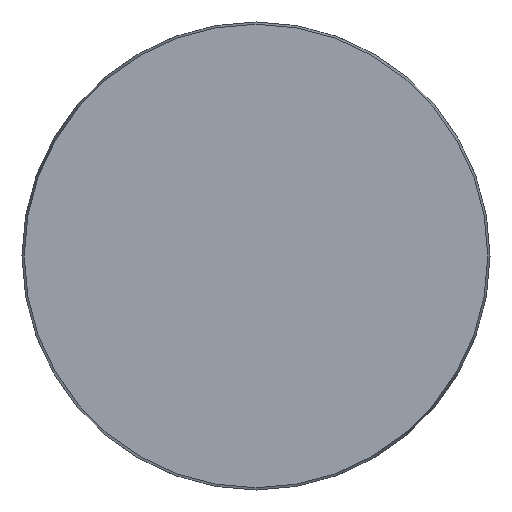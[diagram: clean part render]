
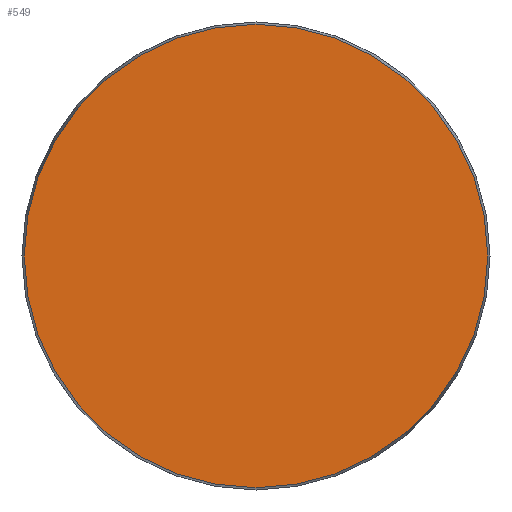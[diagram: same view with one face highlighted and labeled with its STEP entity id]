
A CAD part, front view. The second image highlights one B-rep face of the part: STEP entity #549.
In plain terms, the highlighted planar face has unit normal (0, -1, 0).
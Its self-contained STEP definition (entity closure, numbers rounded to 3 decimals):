
#21 = CIRCLE ( 'NONE', #509, 58.425 ) ;
#23 = ORIENTED_EDGE ( 'NONE', *, *, #31, .T. ) ;
#27 = DIRECTION ( 'NONE',  ( 0., 0., 1. ) ) ;
#31 = EDGE_CURVE ( 'NONE', #495, #495, #21, .T. ) ;
#62 = EDGE_LOOP ( 'NONE', ( #23 ) ) ;
#72 = FACE_OUTER_BOUND ( 'NONE', #62, .T. ) ;
#76 = DIRECTION ( 'NONE',  ( 0., 0., -1. ) ) ;
#157 = DIRECTION ( 'NONE',  ( 0., 1., 0. ) ) ;
#278 = PLANE ( 'NONE',  #372 ) ;
#282 = DIRECTION ( 'NONE',  ( 0., -1., 0. ) ) ;
#319 = CARTESIAN_POINT ( 'NONE',  ( 0., 0., 0. ) ) ;
#326 = CARTESIAN_POINT ( 'NONE',  ( -58.425, 0., 0. ) ) ;
#368 = CARTESIAN_POINT ( 'NONE',  ( 0., 0., -58.425 ) ) ;
#372 = AXIS2_PLACEMENT_3D ( 'NONE', #326, #157, #27 ) ;
#495 = VERTEX_POINT ( 'NONE', #368 ) ;
#509 = AXIS2_PLACEMENT_3D ( 'NONE', #319, #282, #76 ) ;
#549 = ADVANCED_FACE ( 'NONE', ( #72 ), #278, .F. ) ;
